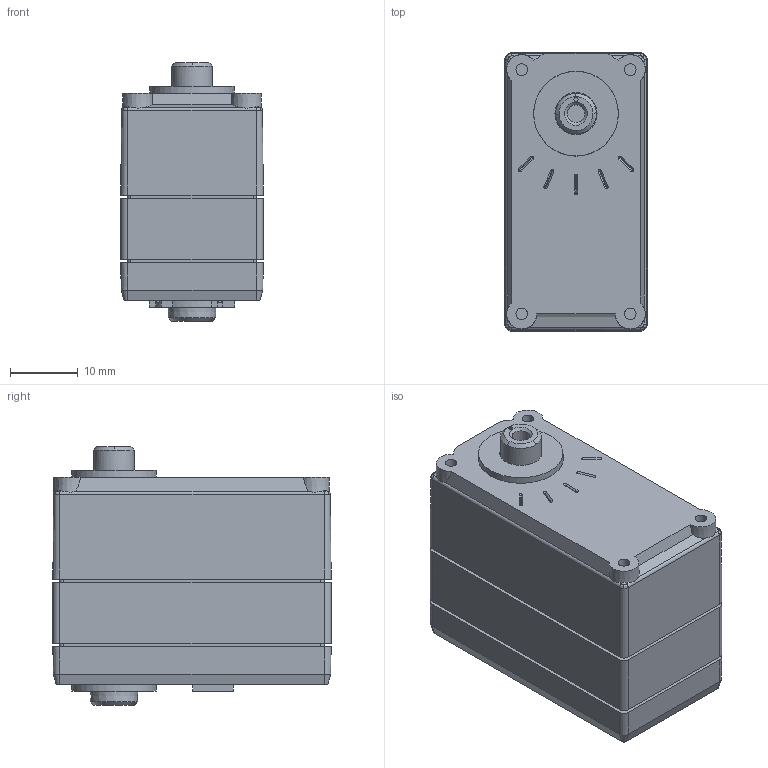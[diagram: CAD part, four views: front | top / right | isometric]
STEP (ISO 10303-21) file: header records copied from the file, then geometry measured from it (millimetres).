
FILE_DESCRIPTION((''),'2;1');
FILE_NAME('TEMP.stp','2017-10-30T15:56:43',(''),(''),'STEP Write','Mastercam X9 ... CNC Software, Inc.','');
FILE_SCHEMA(('AUTOMOTIVE_DESIGN'));
Length unit declared in the file: millimetre
Products named in the file (1): None
Bounding box: 21 x 41 x 38.1 mm (x, y, z)
Volume: 25981.6 mm3; surface area: 7974.3 mm2
Topology: 5 solids, 5 shells, 289 faces, 693 edges, 454 vertices
Faces by surface type: plane 165, cone 54, cylinder 46, bspline 12, torus 8, sphere 4
Full cylindrical faces by diameter (mm): 0.5 x6, 0.6 x1, 1.7 x4, 2 x4, 2.1 x4, 2.2 x1, 2.6 x1, 3.3 x4, 6 x1, 6.2 x1
Entity records: 8676 total; most frequent: CARTESIAN_POINT 2205, DIRECTION 1321, ORIENTED_EDGE 1264, EDGE_CURVE 632, AXIS2_PLACEMENT_3D 479, VERTEX_POINT 438, EDGE_LOOP 382, VECTOR 363
